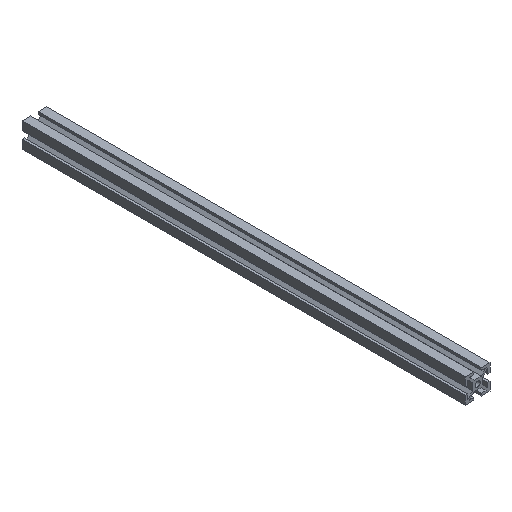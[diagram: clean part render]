
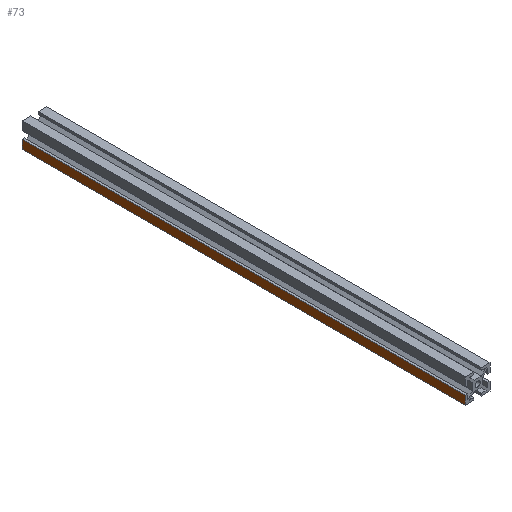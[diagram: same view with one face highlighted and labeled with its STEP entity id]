
A CAD part, isometric view. The second image highlights one B-rep face of the part: STEP entity #73.
In plain terms, the highlighted planar face has unit normal (-1, 0, 0).
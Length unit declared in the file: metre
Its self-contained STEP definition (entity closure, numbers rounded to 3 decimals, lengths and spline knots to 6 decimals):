
#73 = ADVANCED_FACE( '', ( #140 ), #141, .F. );
#140 = FACE_OUTER_BOUND( '', #221, .T. );
#141 = PLANE( '', #222 );
#221 = EDGE_LOOP( '', ( #437, #438, #439, #440 ) );
#222 = AXIS2_PLACEMENT_3D( '', #441, #442, #443 );
#437 = ORIENTED_EDGE( '', *, *, #667, .T. );
#438 = ORIENTED_EDGE( '', *, *, #668, .F. );
#439 = ORIENTED_EDGE( '', *, *, #669, .F. );
#440 = ORIENTED_EDGE( '', *, *, #665, .T. );
#441 = CARTESIAN_POINT( '', ( -0.009957, -0.36, -0.006559 ) );
#442 = DIRECTION( '', ( 1., 0., 0. ) );
#443 = DIRECTION( '', ( 0., 0., -1. ) );
#665 = EDGE_CURVE( '', #830, #828, #831, .T. );
#667 = EDGE_CURVE( '', #828, #833, #834, .T. );
#668 = EDGE_CURVE( '', #835, #833, #836, .T. );
#669 = EDGE_CURVE( '', #830, #835, #837, .T. );
#828 = VERTEX_POINT( '', #1091 );
#830 = VERTEX_POINT( '', #1094 );
#831 = LINE( '', #1095, #1096 );
#833 = VERTEX_POINT( '', #1099 );
#834 = LINE( '', #1100, #1101 );
#835 = VERTEX_POINT( '', #1102 );
#836 = LINE( '', #1103, #1104 );
#837 = LINE( '', #1105, #1106 );
#1091 = CARTESIAN_POINT( '', ( -0.009957, 0., -0.002963 ) );
#1094 = CARTESIAN_POINT( '', ( -0.009957, -0.36, -0.002963 ) );
#1095 = CARTESIAN_POINT( '', ( -0.009957, -0.36, -0.002963 ) );
#1096 = VECTOR( '', #1251, 1. );
#1099 = CARTESIAN_POINT( '', ( -0.009957, 0., -0.009963 ) );
#1100 = CARTESIAN_POINT( '', ( -0.009957, 0., -0.006559 ) );
#1101 = VECTOR( '', #1253, 1. );
#1102 = CARTESIAN_POINT( '', ( -0.009957, -0.36, -0.009963 ) );
#1103 = CARTESIAN_POINT( '', ( -0.009957, -0.36, -0.009963 ) );
#1104 = VECTOR( '', #1254, 1. );
#1105 = CARTESIAN_POINT( '', ( -0.009957, -0.36, -0.006559 ) );
#1106 = VECTOR( '', #1255, 1. );
#1251 = DIRECTION( '', ( 0., 1., 0. ) );
#1253 = DIRECTION( '', ( 0., 0., -1. ) );
#1254 = DIRECTION( '', ( 0., 1., 0. ) );
#1255 = DIRECTION( '', ( 0., 0., -1. ) );
